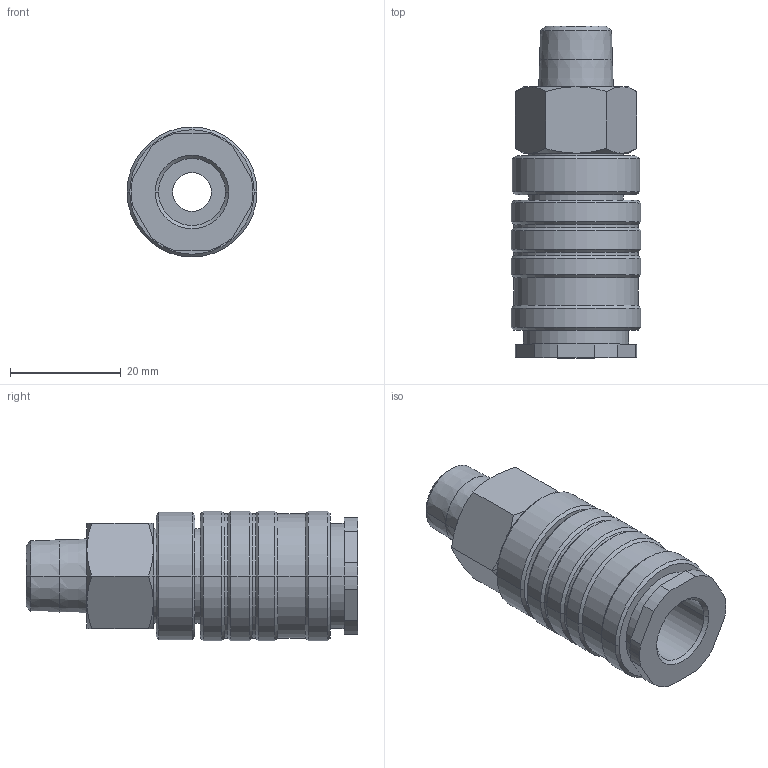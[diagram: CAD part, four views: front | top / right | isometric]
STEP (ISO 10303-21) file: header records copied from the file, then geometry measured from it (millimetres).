
FILE_DESCRIPTION(('STEP AP214'),'1');
FILE_NAME('esi_14_am.stp','2020-03-05T09:13:25',('TraceParts'),('TraceParts S.A.'),'Spatial InterOp 3D',' ',' ');
FILE_SCHEMA(('automotive_design'));
Length unit declared in the file: millimetre
Products named in the file (1): 1
Bounding box: 23.5 x 60 x 23.5 mm (x, y, z)
Volume: 16045.5 mm3; surface area: 7004.3 mm2
Topology: 1 solids, 1 shells, 104 faces, 224 edges, 132 vertices
Faces by surface type: cone 44, cylinder 36, plane 24
Entity records: 3676 total; most frequent: CARTESIAN_POINT 557, DIRECTION 518, ORIENTED_EDGE 448, EDGE_CURVE 224, AXIS2_PLACEMENT_3D 213, VERTEX_POINT 132, EDGE_LOOP 116, CIRCLE 108
